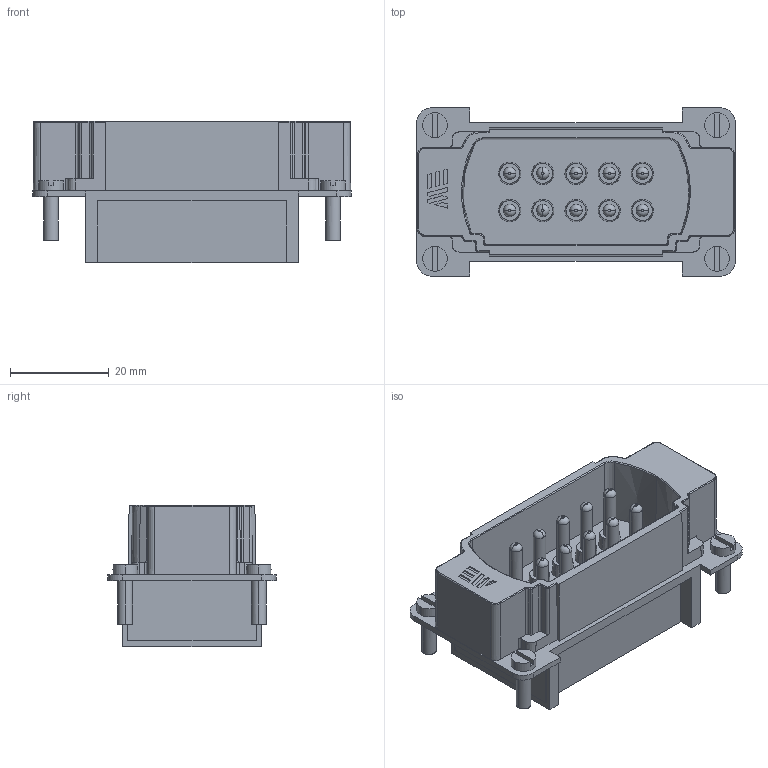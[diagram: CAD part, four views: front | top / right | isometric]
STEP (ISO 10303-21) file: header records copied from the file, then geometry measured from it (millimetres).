
FILE_DESCRIPTION (( 'STEP AP203' ), '1' );
FILE_NAME ('29021.step', '2025-02-12T17:32:00', ( '' ), ( '' ), 'SwSTEP 2.0', 'SolidWorks 2024', '' );
FILE_SCHEMA (( 'CONFIG_CONTROL_DESIGN' ));
Length unit declared in the file: inch
Products named in the file (1): 29021
Bounding box: 64.41 x 34 x 28.5 mm (x, y, z)
Volume: 24597.9 mm3; surface area: 11881.8 mm2
Topology: 1 solids, 1 shells, 330 faces, 812 edges, 520 vertices
Faces by surface type: plane 161, cylinder 60, cone 59, bspline 30, torus 20
Entity records: 13377 total; most frequent: CARTESIAN_POINT 5850, ORIENTED_EDGE 1624, DIRECTION 1394, EDGE_CURVE 812, VERTEX_POINT 520, AXIS2_PLACEMENT_3D 472, VECTOR 450, LINE 450
